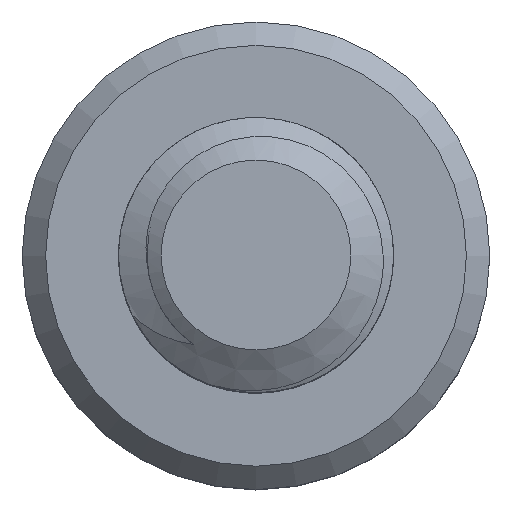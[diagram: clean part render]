
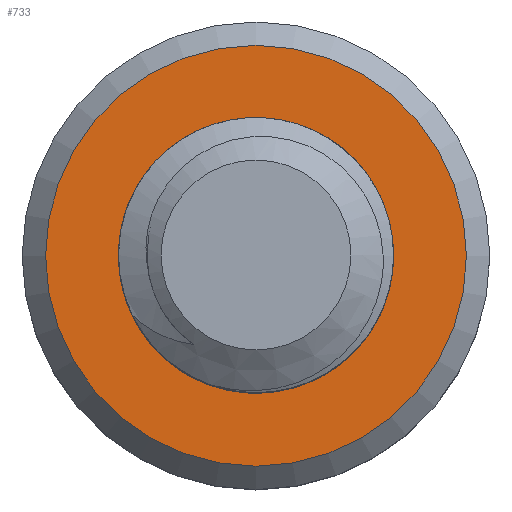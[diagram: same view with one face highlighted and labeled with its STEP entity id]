
A CAD part, top view. The second image highlights one B-rep face of the part: STEP entity #733.
In plain terms, the highlighted planar face has unit normal (0, 0, 1).
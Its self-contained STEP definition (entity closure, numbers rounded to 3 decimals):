
#16=FACE_BOUND('',#121,.T.);
#19=PLANE('',#815);
#75=FACE_OUTER_BOUND('',#120,.T.);
#120=EDGE_LOOP('',(#633,#634));
#121=EDGE_LOOP('',(#635,#636,#637,#638));
#134=CIRCLE('',#767,2.5);
#138=CIRCLE('',#791,3.825);
#139=CIRCLE('',#792,3.825);
#148=CIRCLE('',#806,1.98);
#201=B_SPLINE_CURVE_WITH_KNOTS('',3,(#5433,#5434,#5435,#5436,#5437,#5438,
#5439,#5440,#5441,#5442,#5443,#5444,#5445,#5446,#5447,#5448,#5449,#5450,
#5451,#5452,#5453,#5454,#5455,#5456,#5457,#5458,#5459,#5460,#5461,#5462,
#5463,#5464,#5465,#5466,#5467,#5468,#5469,#5470,#5471,#5472,#5473,#5474,
#5475,#5476,#5477,#5478,#5479,#5480,#5481,#5482,#5483,#5484,#5485,#5486,
#5487),.UNSPECIFIED.,.F.,.F.,(4,3,3,3,3,3,3,3,3,3,3,3,3,3,3,3,3,3,4),(0.,
0.052,0.097,0.143,0.169,
0.189,0.224,0.266,0.28,
0.295,0.384,0.453,0.507,
0.535,0.54,0.562,0.575,
0.58,0.603),.UNSPECIFIED.);
#202=B_SPLINE_CURVE_WITH_KNOTS('',3,(#5802,#5803,#5804,#5805,#5806,#5807,
#5808,#5809,#5810,#5811,#5812,#5813,#5814,#5815,#5816,#5817,#5818,#5819,
#5820,#5821,#5822,#5823,#5824,#5825,#5826,#5827,#5828,#5829,#5830,#5831,
#5832,#5833,#5834,#5835,#5836,#5837,#5838,#5839,#5840,#5841,#5842,#5843,
#5844,#5845,#5846,#5847,#5848,#5849,#5850),.UNSPECIFIED.,.F.,.F.,(4,3,3,
3,3,3,3,3,3,3,3,3,3,3,3,3,4),(0.,0.069,0.137,0.192,
0.222,0.229,0.248,0.257,
0.266,0.304,0.333,0.355,
0.376,0.383,0.423,0.431,
0.497),.UNSPECIFIED.);
#277=VERTEX_POINT('',#995);
#278=VERTEX_POINT('',#1021);
#321=VERTEX_POINT('',#4887);
#322=VERTEX_POINT('',#4889);
#334=VERTEX_POINT('',#5048);
#335=VERTEX_POINT('',#5074);
#348=EDGE_CURVE('',#277,#278,#134,.T.);
#411=EDGE_CURVE('',#322,#321,#138,.T.);
#412=EDGE_CURVE('',#321,#322,#139,.T.);
#429=EDGE_CURVE('',#335,#334,#148,.T.);
#433=EDGE_CURVE('',#334,#278,#201,.T.);
#434=EDGE_CURVE('',#277,#335,#202,.T.);
#633=ORIENTED_EDGE('',*,*,#411,.T.);
#634=ORIENTED_EDGE('',*,*,#412,.T.);
#635=ORIENTED_EDGE('',*,*,#348,.F.);
#636=ORIENTED_EDGE('',*,*,#434,.T.);
#637=ORIENTED_EDGE('',*,*,#429,.T.);
#638=ORIENTED_EDGE('',*,*,#433,.T.);
#733=ADVANCED_FACE('',(#75,#16),#19,.F.);
#767=AXIS2_PLACEMENT_3D('',#1022,#833,#834);
#791=AXIS2_PLACEMENT_3D('',#4890,#901,#902);
#792=AXIS2_PLACEMENT_3D('',#4891,#903,#904);
#806=AXIS2_PLACEMENT_3D('',#5075,#934,#935);
#815=AXIS2_PLACEMENT_3D('',#5862,#952,#953);
#833=DIRECTION('center_axis',(0.,0.,1.));
#834=DIRECTION('ref_axis',(1.,0.,0.));
#901=DIRECTION('center_axis',(0.,0.,1.));
#902=DIRECTION('ref_axis',(-1.,0.,0.));
#903=DIRECTION('center_axis',(0.,0.,1.));
#904=DIRECTION('ref_axis',(-1.,0.,0.));
#934=DIRECTION('center_axis',(0.,0.,-1.));
#935=DIRECTION('ref_axis',(1.,0.,0.));
#952=DIRECTION('center_axis',(0.,0.,-1.));
#953=DIRECTION('ref_axis',(-1.,0.,0.));
#995=CARTESIAN_POINT('',(0.,2.5,-8.));
#1021=CARTESIAN_POINT('',(-1.752,1.784,-8.));
#1022=CARTESIAN_POINT('Origin',(0.,0.,-8.));
#4887=CARTESIAN_POINT('',(3.825,0.,-8.));
#4889=CARTESIAN_POINT('',(-3.825,0.,-8.));
#4890=CARTESIAN_POINT('Origin',(0.,0.,-8.));
#4891=CARTESIAN_POINT('Origin',(0.,0.,-8.));
#5048=CARTESIAN_POINT('',(0.,-1.98,-8.));
#5074=CARTESIAN_POINT('',(1.388,-1.413,-8.));
#5075=CARTESIAN_POINT('Origin',(0.,0.,-8.));
#5433=CARTESIAN_POINT('Ctrl Pts',(0.,-1.98,
-8.));
#5434=CARTESIAN_POINT('Ctrl Pts',(-0.172,-1.998,-8.));
#5435=CARTESIAN_POINT('Ctrl Pts',(-0.345,-1.994,-8.));
#5436=CARTESIAN_POINT('Ctrl Pts',(-0.515,-1.968,
-8.));
#5437=CARTESIAN_POINT('Ctrl Pts',(-0.665,-1.946,-8.));
#5438=CARTESIAN_POINT('Ctrl Pts',(-0.812,-1.908,
-8.));
#5439=CARTESIAN_POINT('Ctrl Pts',(-0.953,-1.854,
-8.));
#5440=CARTESIAN_POINT('Ctrl Pts',(-1.096,-1.799,-8.));
#5441=CARTESIAN_POINT('Ctrl Pts',(-1.232,-1.73,-8.));
#5442=CARTESIAN_POINT('Ctrl Pts',(-1.359,-1.646,-8.));
#5443=CARTESIAN_POINT('Ctrl Pts',(-1.432,-1.597,-8.));
#5444=CARTESIAN_POINT('Ctrl Pts',(-1.502,-1.544,-8.));
#5445=CARTESIAN_POINT('Ctrl Pts',(-1.569,-1.487,-8.));
#5446=CARTESIAN_POINT('Ctrl Pts',(-1.619,-1.444,-8.));
#5447=CARTESIAN_POINT('Ctrl Pts',(-1.667,-1.398,-8.));
#5448=CARTESIAN_POINT('Ctrl Pts',(-1.712,-1.352,-8.));
#5449=CARTESIAN_POINT('Ctrl Pts',(-1.789,-1.271,-8.));
#5450=CARTESIAN_POINT('Ctrl Pts',(-1.857,-1.188,-8.));
#5451=CARTESIAN_POINT('Ctrl Pts',(-1.915,-1.106,-8.));
#5452=CARTESIAN_POINT('Ctrl Pts',(-1.986,-1.005,-8.));
#5453=CARTESIAN_POINT('Ctrl Pts',(-2.044,-0.906,
-8.));
#5454=CARTESIAN_POINT('Ctrl Pts',(-2.091,-0.812,
-8.));
#5455=CARTESIAN_POINT('Ctrl Pts',(-2.107,-0.781,
-8.));
#5456=CARTESIAN_POINT('Ctrl Pts',(-2.121,-0.75,
-8.));
#5457=CARTESIAN_POINT('Ctrl Pts',(-2.135,-0.72,
-8.));
#5458=CARTESIAN_POINT('Ctrl Pts',(-2.149,-0.689,
-8.));
#5459=CARTESIAN_POINT('Ctrl Pts',(-2.162,-0.658,
-8.));
#5460=CARTESIAN_POINT('Ctrl Pts',(-2.174,-0.627,
-8.));
#5461=CARTESIAN_POINT('Ctrl Pts',(-2.249,-0.44,
-8.));
#5462=CARTESIAN_POINT('Ctrl Pts',(-2.298,-0.243,
-8.));
#5463=CARTESIAN_POINT('Ctrl Pts',(-2.322,-0.043,
-8.));
#5464=CARTESIAN_POINT('Ctrl Pts',(-2.34,0.112,-8.));
#5465=CARTESIAN_POINT('Ctrl Pts',(-2.343,0.269,-8.));
#5466=CARTESIAN_POINT('Ctrl Pts',(-2.33,0.425,-8.));
#5467=CARTESIAN_POINT('Ctrl Pts',(-2.319,0.548,-8.));
#5468=CARTESIAN_POINT('Ctrl Pts',(-2.299,0.67,-8.));
#5469=CARTESIAN_POINT('Ctrl Pts',(-2.269,0.79,-8.));
#5470=CARTESIAN_POINT('Ctrl Pts',(-2.254,0.85,-8.));
#5471=CARTESIAN_POINT('Ctrl Pts',(-2.237,0.909,-8.));
#5472=CARTESIAN_POINT('Ctrl Pts',(-2.217,0.968,-8.));
#5473=CARTESIAN_POINT('Ctrl Pts',(-2.213,0.98,-8.));
#5474=CARTESIAN_POINT('Ctrl Pts',(-2.209,0.992,-8.));
#5475=CARTESIAN_POINT('Ctrl Pts',(-2.204,1.006,-8.));
#5476=CARTESIAN_POINT('Ctrl Pts',(-2.185,1.059,-8.));
#5477=CARTESIAN_POINT('Ctrl Pts',(-2.157,1.133,-8.));
#5478=CARTESIAN_POINT('Ctrl Pts',(-2.115,1.221,-8.));
#5479=CARTESIAN_POINT('Ctrl Pts',(-2.089,1.275,-8.));
#5480=CARTESIAN_POINT('Ctrl Pts',(-2.059,1.335,-8.));
#5481=CARTESIAN_POINT('Ctrl Pts',(-2.022,1.399,-8.));
#5482=CARTESIAN_POINT('Ctrl Pts',(-2.009,1.423,-8.));
#5483=CARTESIAN_POINT('Ctrl Pts',(-1.994,1.447,-8.));
#5484=CARTESIAN_POINT('Ctrl Pts',(-1.98,1.47,-8.));
#5485=CARTESIAN_POINT('Ctrl Pts',(-1.912,1.58,-8.));
#5486=CARTESIAN_POINT('Ctrl Pts',(-1.835,1.685,-8.));
#5487=CARTESIAN_POINT('Ctrl Pts',(-1.752,1.784,-8.));
#5802=CARTESIAN_POINT('Ctrl Pts',(0.,2.5,
-8.));
#5803=CARTESIAN_POINT('Ctrl Pts',(0.23,2.482,-8.));
#5804=CARTESIAN_POINT('Ctrl Pts',(0.457,2.43,-8.));
#5805=CARTESIAN_POINT('Ctrl Pts',(0.672,2.346,-8.));
#5806=CARTESIAN_POINT('Ctrl Pts',(0.881,2.265,-8.));
#5807=CARTESIAN_POINT('Ctrl Pts',(1.078,2.154,-8.));
#5808=CARTESIAN_POINT('Ctrl Pts',(1.256,2.018,-8.));
#5809=CARTESIAN_POINT('Ctrl Pts',(1.403,1.905,-8.));
#5810=CARTESIAN_POINT('Ctrl Pts',(1.536,1.776,-8.));
#5811=CARTESIAN_POINT('Ctrl Pts',(1.653,1.633,-8.));
#5812=CARTESIAN_POINT('Ctrl Pts',(1.716,1.556,-8.));
#5813=CARTESIAN_POINT('Ctrl Pts',(1.773,1.475,-8.));
#5814=CARTESIAN_POINT('Ctrl Pts',(1.826,1.391,-8.));
#5815=CARTESIAN_POINT('Ctrl Pts',(1.838,1.371,-8.));
#5816=CARTESIAN_POINT('Ctrl Pts',(1.85,1.351,-8.));
#5817=CARTESIAN_POINT('Ctrl Pts',(1.863,1.33,-8.));
#5818=CARTESIAN_POINT('Ctrl Pts',(1.896,1.273,-8.));
#5819=CARTESIAN_POINT('Ctrl Pts',(1.931,1.207,-8.));
#5820=CARTESIAN_POINT('Ctrl Pts',(1.965,1.135,-8.));
#5821=CARTESIAN_POINT('Ctrl Pts',(1.982,1.098,-8.));
#5822=CARTESIAN_POINT('Ctrl Pts',(1.999,1.059,-8.));
#5823=CARTESIAN_POINT('Ctrl Pts',(2.015,1.019,-8.));
#5824=CARTESIAN_POINT('Ctrl Pts',(2.029,0.984,-8.));
#5825=CARTESIAN_POINT('Ctrl Pts',(2.042,0.948,-8.));
#5826=CARTESIAN_POINT('Ctrl Pts',(2.054,0.912,-8.));
#5827=CARTESIAN_POINT('Ctrl Pts',(2.11,0.747,-8.));
#5828=CARTESIAN_POINT('Ctrl Pts',(2.145,0.575,-8.));
#5829=CARTESIAN_POINT('Ctrl Pts',(2.159,0.401,-8.));
#5830=CARTESIAN_POINT('Ctrl Pts',(2.169,0.271,-8.));
#5831=CARTESIAN_POINT('Ctrl Pts',(2.168,0.14,-8.));
#5832=CARTESIAN_POINT('Ctrl Pts',(2.155,0.011,-8.));
#5833=CARTESIAN_POINT('Ctrl Pts',(2.144,-0.092,-8.));
#5834=CARTESIAN_POINT('Ctrl Pts',(2.126,-0.194,-8.));
#5835=CARTESIAN_POINT('Ctrl Pts',(2.101,-0.294,-8.));
#5836=CARTESIAN_POINT('Ctrl Pts',(2.078,-0.386,-8.));
#5837=CARTESIAN_POINT('Ctrl Pts',(2.049,-0.475,-8.));
#5838=CARTESIAN_POINT('Ctrl Pts',(2.014,-0.563,-8.));
#5839=CARTESIAN_POINT('Ctrl Pts',(2.002,-0.595,-8.));
#5840=CARTESIAN_POINT('Ctrl Pts',(1.988,-0.625,-8.));
#5841=CARTESIAN_POINT('Ctrl Pts',(1.975,-0.655,-8.));
#5842=CARTESIAN_POINT('Ctrl Pts',(1.904,-0.812,-8.));
#5843=CARTESIAN_POINT('Ctrl Pts',(1.826,-0.933,-8.));
#5844=CARTESIAN_POINT('Ctrl Pts',(1.765,-1.019,-8.));
#5845=CARTESIAN_POINT('Ctrl Pts',(1.753,-1.036,-8.));
#5846=CARTESIAN_POINT('Ctrl Pts',(1.741,-1.052,-8.));
#5847=CARTESIAN_POINT('Ctrl Pts',(1.729,-1.067,-8.));
#5848=CARTESIAN_POINT('Ctrl Pts',(1.631,-1.197,-8.));
#5849=CARTESIAN_POINT('Ctrl Pts',(1.516,-1.313,-8.));
#5850=CARTESIAN_POINT('Ctrl Pts',(1.388,-1.413,-8.));
#5862=CARTESIAN_POINT('Origin',(0.,0.,-8.));
